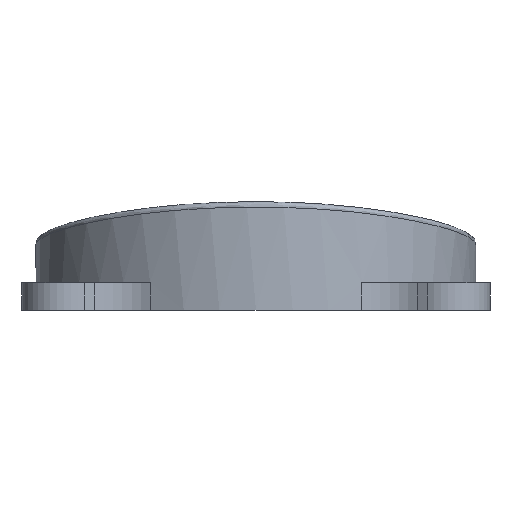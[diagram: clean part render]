
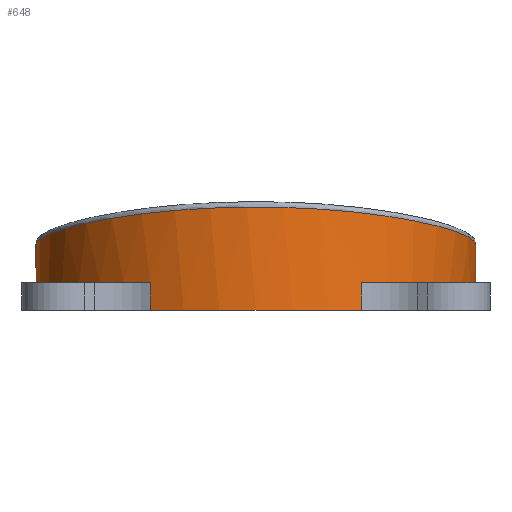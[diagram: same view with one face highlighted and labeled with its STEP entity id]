
A CAD part, front view. The second image highlights one B-rep face of the part: STEP entity #648.
In plain terms, the highlighted cylindrical face has radius 50.8 mm (diameter 101.6 mm), a partial arc.
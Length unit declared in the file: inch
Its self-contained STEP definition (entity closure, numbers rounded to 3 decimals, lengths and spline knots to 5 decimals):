
#35=LINE('',#1496,#65);
#36=LINE('',#1500,#66);
#37=LINE('',#1504,#67);
#38=LINE('',#1508,#68);
#39=LINE('',#1512,#69);
#40=LINE('',#1516,#70);
#41=LINE('',#1520,#71);
#42=LINE('',#1523,#72);
#65=VECTOR('',#802,0.3937);
#66=VECTOR('',#805,0.3937);
#67=VECTOR('',#808,0.3937);
#68=VECTOR('',#811,0.3937);
#69=VECTOR('',#814,0.3937);
#70=VECTOR('',#817,0.3937);
#71=VECTOR('',#820,0.3937);
#72=VECTOR('',#823,0.3937);
#95=CYLINDRICAL_SURFACE('',#707,2.);
#123=FACE_OUTER_BOUND('',#162,.T.);
#162=EDGE_LOOP('',(#456,#457,#458,#459,#460,#461,#462,#463,#464,#465,#466,
#467,#468,#469,#470,#471));
#216=B_SPLINE_CURVE_WITH_KNOTS('',3,(#1439,#1440,#1441,#1442,#1443,#1444,
#1445,#1446,#1447,#1448,#1449,#1450,#1451,#1452,#1453,#1454,#1455,#1456,
#1457,#1458,#1459,#1460,#1461,#1462,#1463,#1464,#1465,#1466),
 .UNSPECIFIED.,.F.,.F.,(4,1,1,1,1,1,1,1,1,1,1,1,1,1,1,1,1,1,1,1,1,1,1,1,
1,4),(-23.75879,-22.91026,-22.06173,-21.2132,
-20.36467,-19.2333,-18.10193,-16.97056,
-15.83919,-14.70782,-13.57645,-12.44508,
-11.31371,-10.18234,-9.61665,-9.05097,
-7.9196,-6.78822,-5.9397,-5.09117,
-4.24264,-3.39411,-2.54558,-1.69706,
-0.84853,0.),.UNSPECIFIED.);
#226=CIRCLE('',#708,2.);
#227=CIRCLE('',#709,2.);
#228=CIRCLE('',#710,2.);
#229=CIRCLE('',#711,2.);
#230=CIRCLE('',#712,2.);
#231=CIRCLE('',#713,2.);
#232=CIRCLE('',#714,2.);
#280=VERTEX_POINT('',#1036);
#285=VERTEX_POINT('',#1228);
#286=VERTEX_POINT('',#1495);
#287=VERTEX_POINT('',#1497);
#288=VERTEX_POINT('',#1499);
#289=VERTEX_POINT('',#1501);
#290=VERTEX_POINT('',#1503);
#291=VERTEX_POINT('',#1505);
#292=VERTEX_POINT('',#1507);
#293=VERTEX_POINT('',#1509);
#294=VERTEX_POINT('',#1511);
#295=VERTEX_POINT('',#1513);
#296=VERTEX_POINT('',#1515);
#297=VERTEX_POINT('',#1517);
#298=VERTEX_POINT('',#1519);
#299=VERTEX_POINT('',#1521);
#352=EDGE_CURVE('',#280,#285,#216,.T.);
#354=EDGE_CURVE('',#286,#280,#35,.T.);
#355=EDGE_CURVE('',#287,#286,#226,.T.);
#356=EDGE_CURVE('',#288,#287,#36,.T.);
#357=EDGE_CURVE('',#289,#288,#227,.T.);
#358=EDGE_CURVE('',#289,#290,#37,.T.);
#359=EDGE_CURVE('',#291,#290,#228,.T.);
#360=EDGE_CURVE('',#292,#291,#38,.T.);
#361=EDGE_CURVE('',#293,#292,#229,.T.);
#362=EDGE_CURVE('',#293,#294,#39,.T.);
#363=EDGE_CURVE('',#295,#294,#230,.T.);
#364=EDGE_CURVE('',#296,#295,#40,.T.);
#365=EDGE_CURVE('',#297,#296,#231,.T.);
#366=EDGE_CURVE('',#297,#298,#41,.T.);
#367=EDGE_CURVE('',#299,#298,#232,.T.);
#368=EDGE_CURVE('',#299,#285,#42,.T.);
#456=ORIENTED_EDGE('',*,*,#352,.F.);
#457=ORIENTED_EDGE('',*,*,#354,.F.);
#458=ORIENTED_EDGE('',*,*,#355,.F.);
#459=ORIENTED_EDGE('',*,*,#356,.F.);
#460=ORIENTED_EDGE('',*,*,#357,.F.);
#461=ORIENTED_EDGE('',*,*,#358,.T.);
#462=ORIENTED_EDGE('',*,*,#359,.F.);
#463=ORIENTED_EDGE('',*,*,#360,.F.);
#464=ORIENTED_EDGE('',*,*,#361,.F.);
#465=ORIENTED_EDGE('',*,*,#362,.T.);
#466=ORIENTED_EDGE('',*,*,#363,.F.);
#467=ORIENTED_EDGE('',*,*,#364,.F.);
#468=ORIENTED_EDGE('',*,*,#365,.F.);
#469=ORIENTED_EDGE('',*,*,#366,.T.);
#470=ORIENTED_EDGE('',*,*,#367,.F.);
#471=ORIENTED_EDGE('',*,*,#368,.T.);
#648=ADVANCED_FACE('',(#123),#95,.T.);
#707=AXIS2_PLACEMENT_3D('',#1494,#800,#801);
#708=AXIS2_PLACEMENT_3D('',#1498,#803,#804);
#709=AXIS2_PLACEMENT_3D('',#1502,#806,#807);
#710=AXIS2_PLACEMENT_3D('',#1506,#809,#810);
#711=AXIS2_PLACEMENT_3D('',#1510,#812,#813);
#712=AXIS2_PLACEMENT_3D('',#1514,#815,#816);
#713=AXIS2_PLACEMENT_3D('',#1518,#818,#819);
#714=AXIS2_PLACEMENT_3D('',#1522,#821,#822);
#800=DIRECTION('center_axis',(0.,0.,1.));
#801=DIRECTION('ref_axis',(0.481,-0.877,0.));
#802=DIRECTION('',(0.,0.,1.));
#803=DIRECTION('center_axis',(0.,0.,-1.));
#804=DIRECTION('ref_axis',(-0.687,0.727,0.));
#805=DIRECTION('',(0.,0.,1.));
#806=DIRECTION('center_axis',(0.,0.,-1.));
#807=DIRECTION('ref_axis',(-0.939,-0.344,0.));
#808=DIRECTION('',(0.,0.,1.));
#809=DIRECTION('center_axis',(0.,0.,-1.));
#810=DIRECTION('ref_axis',(-0.687,0.727,0.));
#811=DIRECTION('',(0.,0.,1.));
#812=DIRECTION('center_axis',(0.,0.,-1.));
#813=DIRECTION('ref_axis',(0.481,-0.877,0.));
#814=DIRECTION('',(0.,0.,1.));
#815=DIRECTION('center_axis',(0.,0.,-1.));
#816=DIRECTION('ref_axis',(-0.687,0.727,0.));
#817=DIRECTION('',(0.,0.,1.));
#818=DIRECTION('center_axis',(0.,0.,-1.));
#819=DIRECTION('ref_axis',(0.939,0.344,0.));
#820=DIRECTION('',(0.,0.,1.));
#821=DIRECTION('center_axis',(0.,0.,-1.));
#822=DIRECTION('ref_axis',(-0.687,0.727,0.));
#823=DIRECTION('',(0.,0.,1.));
#1036=CARTESIAN_POINT('',(-1.37376,1.45354,0.21954));
#1228=CARTESIAN_POINT('',(1.37376,1.45354,0.21954));
#1439=CARTESIAN_POINT('Ctrl Pts',(-1.37376,1.45354,0.21954));
#1440=CARTESIAN_POINT('Ctrl Pts',(-1.45671,1.37514,0.2236));
#1441=CARTESIAN_POINT('Ctrl Pts',(-1.60912,1.20415,0.23336));
#1442=CARTESIAN_POINT('Ctrl Pts',(-1.79055,0.91273,0.25382));
#1443=CARTESIAN_POINT('Ctrl Pts',(-1.91957,0.59516,0.2808));
#1444=CARTESIAN_POINT('Ctrl Pts',(-2.00083,0.22374,0.31821));
#1445=CARTESIAN_POINT('Ctrl Pts',(-2.00777,-0.1945,
0.36839));
#1446=CARTESIAN_POINT('Ctrl Pts',(-1.91298,-0.63966,
0.43175));
#1447=CARTESIAN_POINT('Ctrl Pts',(-1.7212,-1.05169,0.49921));
#1448=CARTESIAN_POINT('Ctrl Pts',(-1.44191,-1.41057,0.56496));
#1449=CARTESIAN_POINT('Ctrl Pts',(-1.08832,-1.69849,0.62247));
#1450=CARTESIAN_POINT('Ctrl Pts',(-0.67742,-1.90025,
0.66532));
#1451=CARTESIAN_POINT('Ctrl Pts',(-0.23,-2.00433,
0.68825));
#1452=CARTESIAN_POINT('Ctrl Pts',(0.23,-2.00433,0.68825));
#1453=CARTESIAN_POINT('Ctrl Pts',(0.60284,-1.9176,0.66914));
#1454=CARTESIAN_POINT('Ctrl Pts',(0.88289,-1.79937,0.64389));
#1455=CARTESIAN_POINT('Ctrl Pts',(1.14725,-1.6505,0.61289));
#1456=CARTESIAN_POINT('Ctrl Pts',(1.44194,-1.41055,0.56496));
#1457=CARTESIAN_POINT('Ctrl Pts',(1.69792,-1.08157,0.50469));
#1458=CARTESIAN_POINT('Ctrl Pts',(1.86688,-0.74375,0.44864));
#1459=CARTESIAN_POINT('Ctrl Pts',(1.96561,-0.41824,0.39972));
#1460=CARTESIAN_POINT('Ctrl Pts',(2.00805,-0.08016,
0.35446));
#1461=CARTESIAN_POINT('Ctrl Pts',(1.99268,0.26091,0.31447));
#1462=CARTESIAN_POINT('Ctrl Pts',(1.91958,0.59517,0.28079));
#1463=CARTESIAN_POINT('Ctrl Pts',(1.79054,0.91274,0.25382));
#1464=CARTESIAN_POINT('Ctrl Pts',(1.60912,1.20415,0.23336));
#1465=CARTESIAN_POINT('Ctrl Pts',(1.45671,1.37514,0.2236));
#1466=CARTESIAN_POINT('Ctrl Pts',(1.37376,1.45354,0.21954));
#1494=CARTESIAN_POINT('Origin',(0.,0.,-0.25));
#1495=CARTESIAN_POINT('',(-1.37376,1.45354,0.));
#1496=CARTESIAN_POINT('',(-1.37376,1.45354,0.));
#1497=CARTESIAN_POINT('',(-1.87779,0.68841,0.));
#1498=CARTESIAN_POINT('Origin',(0.,0.,0.));
#1499=CARTESIAN_POINT('',(-1.87779,0.68841,-0.25));
#1500=CARTESIAN_POINT('',(-1.87779,0.68841,-0.25));
#1501=CARTESIAN_POINT('',(-1.87779,-0.68841,-0.25));
#1502=CARTESIAN_POINT('Origin',(0.,0.,-0.25));
#1503=CARTESIAN_POINT('',(-1.87779,-0.68841,0.));
#1504=CARTESIAN_POINT('',(-1.87779,-0.68841,-0.25));
#1505=CARTESIAN_POINT('',(-0.96235,-1.75325,0.));
#1506=CARTESIAN_POINT('Origin',(0.,0.,0.));
#1507=CARTESIAN_POINT('',(-0.96235,-1.75325,-0.25));
#1508=CARTESIAN_POINT('',(-0.96235,-1.75325,-0.25));
#1509=CARTESIAN_POINT('',(0.96235,-1.75325,-0.25));
#1510=CARTESIAN_POINT('Origin',(0.,0.,-0.25));
#1511=CARTESIAN_POINT('',(0.96235,-1.75325,0.));
#1512=CARTESIAN_POINT('',(0.96235,-1.75325,-0.25));
#1513=CARTESIAN_POINT('',(1.87779,-0.68841,0.));
#1514=CARTESIAN_POINT('Origin',(0.,0.,0.));
#1515=CARTESIAN_POINT('',(1.87779,-0.68841,-0.25));
#1516=CARTESIAN_POINT('',(1.87779,-0.68841,-0.25));
#1517=CARTESIAN_POINT('',(1.87779,0.68841,-0.25));
#1518=CARTESIAN_POINT('Origin',(0.,0.,-0.25));
#1519=CARTESIAN_POINT('',(1.87779,0.68841,0.));
#1520=CARTESIAN_POINT('',(1.87779,0.68841,-0.25));
#1521=CARTESIAN_POINT('',(1.37376,1.45354,0.));
#1522=CARTESIAN_POINT('Origin',(0.,0.,0.));
#1523=CARTESIAN_POINT('',(1.37376,1.45354,0.));
